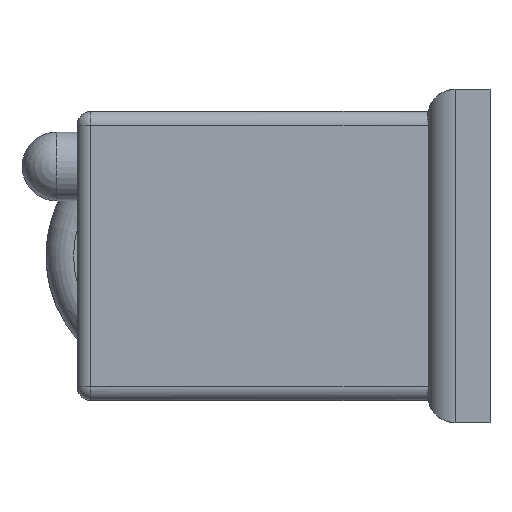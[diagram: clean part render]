
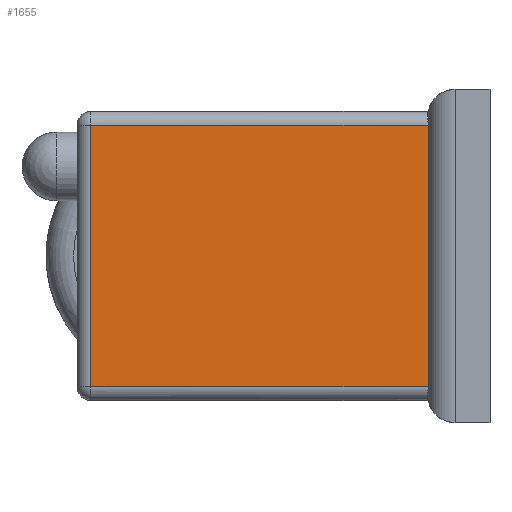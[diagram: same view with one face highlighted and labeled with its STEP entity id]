
A CAD part, left-side view. The second image highlights one B-rep face of the part: STEP entity #1655.
In plain terms, the highlighted planar face has unit normal (-1, 0, 0).
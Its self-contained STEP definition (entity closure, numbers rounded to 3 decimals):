
#62 = ORIENTED_EDGE ( 'NONE', *, *, #330, .T. ) ;
#72 = DIRECTION ( 'NONE',  ( 1., 0., 0. ) ) ;
#125 = DIRECTION ( 'NONE',  ( 0., 0., 1. ) ) ;
#133 = AXIS2_PLACEMENT_3D ( 'NONE', #1161, #72, #1031 ) ;
#134 = ORIENTED_EDGE ( 'NONE', *, *, #318, .T. ) ;
#166 = FACE_OUTER_BOUND ( 'NONE', #198, .T. ) ;
#198 = EDGE_LOOP ( 'NONE', ( #134, #62, #246, #1147 ) ) ;
#246 = ORIENTED_EDGE ( 'NONE', *, *, #1447, .T. ) ;
#292 = VERTEX_POINT ( 'NONE', #1227 ) ;
#318 = EDGE_CURVE ( 'NONE', #292, #1765, #1035, .T. ) ;
#330 = EDGE_CURVE ( 'NONE', #1765, #450, #1445, .T. ) ;
#380 = VERTEX_POINT ( 'NONE', #726 ) ;
#450 = VERTEX_POINT ( 'NONE', #1420 ) ;
#580 = CARTESIAN_POINT ( 'NONE',  ( 1.6, 30., -2.6 ) ) ;
#726 = CARTESIAN_POINT ( 'NONE',  ( 1.6, 29., -21.6 ) ) ;
#777 = CARTESIAN_POINT ( 'NONE',  ( 1.6, 4.5, -2.6 ) ) ;
#815 = CARTESIAN_POINT ( 'NONE',  ( 1.6, 29., -22.6 ) ) ;
#1031 = DIRECTION ( 'NONE',  ( 0., 0., -1. ) ) ;
#1032 = VECTOR ( 'NONE', #1335, 1000. ) ;
#1035 = LINE ( 'NONE', #1633, #1691 ) ;
#1147 = ORIENTED_EDGE ( 'NONE', *, *, #1670, .T. ) ;
#1161 = CARTESIAN_POINT ( 'NONE',  ( 1.6, 30., -22.6 ) ) ;
#1227 = CARTESIAN_POINT ( 'NONE',  ( 1.6, 4.5, -21.6 ) ) ;
#1230 = LINE ( 'NONE', #1472, #1032 ) ;
#1252 = VECTOR ( 'NONE', #1756, 1000. ) ;
#1335 = DIRECTION ( 'NONE',  ( 0., -1., 0. ) ) ;
#1344 = VECTOR ( 'NONE', #1526, 1000. ) ;
#1420 = CARTESIAN_POINT ( 'NONE',  ( 1.6, 29., -2.6 ) ) ;
#1445 = LINE ( 'NONE', #580, #1344 ) ;
#1447 = EDGE_CURVE ( 'NONE', #450, #380, #1570, .T. ) ;
#1472 = CARTESIAN_POINT ( 'NONE',  ( 1.6, 30., -21.6 ) ) ;
#1526 = DIRECTION ( 'NONE',  ( 0., 1., 0. ) ) ;
#1570 = LINE ( 'NONE', #815, #1252 ) ;
#1633 = CARTESIAN_POINT ( 'NONE',  ( 1.6, 4.5, -22.6 ) ) ;
#1655 = ADVANCED_FACE ( 'NONE', ( #166 ), #1682, .F. ) ;
#1670 = EDGE_CURVE ( 'NONE', #380, #292, #1230, .T. ) ;
#1682 = PLANE ( 'NONE',  #133 ) ;
#1691 = VECTOR ( 'NONE', #125, 1000. ) ;
#1756 = DIRECTION ( 'NONE',  ( 0., 0., -1. ) ) ;
#1765 = VERTEX_POINT ( 'NONE', #777 ) ;
